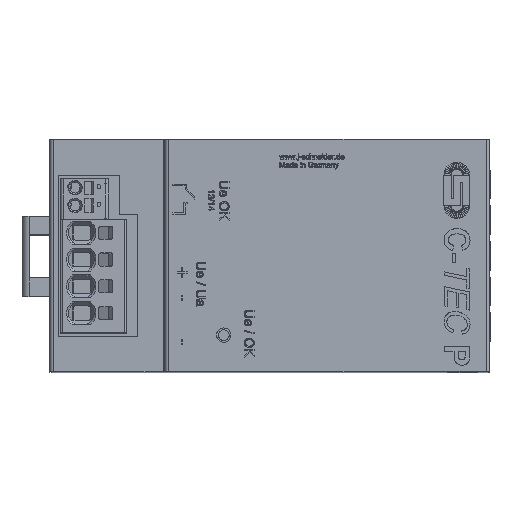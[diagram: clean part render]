
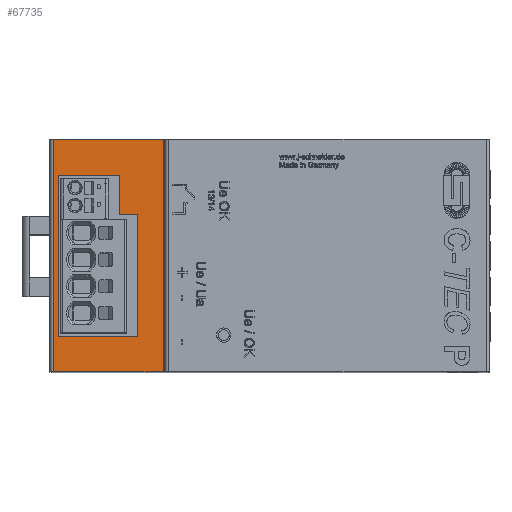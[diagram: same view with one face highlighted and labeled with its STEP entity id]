
A CAD part, top view. The second image highlights one B-rep face of the part: STEP entity #67735.
In plain terms, the highlighted planar face has unit normal (0, 0, 1).
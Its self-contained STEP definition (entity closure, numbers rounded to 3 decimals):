
#5133=FACE_BOUND('',#13868,.T.);
#6817=PLANE('',#72279);
#9805=FACE_OUTER_BOUND('',#13867,.T.);
#13867=EDGE_LOOP('',(#57440,#57441,#57442,#57443));
#13868=EDGE_LOOP('',(#57444,#57445,#57446,#57447,#57448,#57449));
#19865=LINE('',#105393,#26908);
#19869=LINE('',#105401,#26912);
#19872=LINE('',#105407,#26915);
#19875=LINE('',#105413,#26918);
#19878=LINE('',#105419,#26921);
#19881=LINE('',#105424,#26924);
#19942=LINE('',#105608,#26985);
#19946=LINE('',#105623,#26989);
#19950=LINE('',#105633,#26993);
#19956=LINE('',#105648,#26999);
#26908=VECTOR('',#83986,5.216);
#26912=VECTOR('',#83992,34.);
#26915=VECTOR('',#83997,22.3);
#26918=VECTOR('',#84002,45.);
#26921=VECTOR('',#84007,11.);
#26924=VECTOR('',#84012,17.084);
#26985=VECTOR('',#84221,65.);
#26989=VECTOR('',#84239,65.);
#26993=VECTOR('',#84249,30.7);
#26999=VECTOR('',#84267,30.7);
#34248=VERTEX_POINT('',#105391);
#34249=VERTEX_POINT('',#105392);
#34252=VERTEX_POINT('',#105400);
#34254=VERTEX_POINT('',#105406);
#34256=VERTEX_POINT('',#105412);
#34258=VERTEX_POINT('',#105418);
#34307=VERTEX_POINT('',#105605);
#34308=VERTEX_POINT('',#105607);
#34311=VERTEX_POINT('',#105621);
#34312=VERTEX_POINT('',#105622);
#42277=EDGE_CURVE('',#34248,#34249,#19865,.T.);
#42281=EDGE_CURVE('',#34249,#34252,#19869,.T.);
#42284=EDGE_CURVE('',#34252,#34254,#19872,.T.);
#42287=EDGE_CURVE('',#34254,#34256,#19875,.T.);
#42290=EDGE_CURVE('',#34258,#34248,#19878,.T.);
#42293=EDGE_CURVE('',#34256,#34258,#19881,.T.);
#42383=EDGE_CURVE('',#34307,#34308,#19942,.T.);
#42390=EDGE_CURVE('',#34311,#34312,#19946,.T.);
#42396=EDGE_CURVE('',#34308,#34312,#19950,.T.);
#42404=EDGE_CURVE('',#34311,#34307,#19956,.T.);
#57440=ORIENTED_EDGE('',*,*,#42390,.T.);
#57441=ORIENTED_EDGE('',*,*,#42396,.F.);
#57442=ORIENTED_EDGE('',*,*,#42383,.F.);
#57443=ORIENTED_EDGE('',*,*,#42404,.F.);
#57444=ORIENTED_EDGE('',*,*,#42287,.T.);
#57445=ORIENTED_EDGE('',*,*,#42293,.T.);
#57446=ORIENTED_EDGE('',*,*,#42290,.T.);
#57447=ORIENTED_EDGE('',*,*,#42277,.T.);
#57448=ORIENTED_EDGE('',*,*,#42281,.T.);
#57449=ORIENTED_EDGE('',*,*,#42284,.T.);
#67735=ADVANCED_FACE('',(#9805,#5133),#6817,.T.);
#72279=AXIS2_PLACEMENT_3D('',#105649,#84268,#84269);
#83986=DIRECTION('',(1.,0.,0.));
#83992=DIRECTION('',(0.,-1.,0.));
#83997=DIRECTION('',(-1.,0.,0.));
#84002=DIRECTION('',(0.,1.,0.));
#84007=DIRECTION('',(0.,-1.,0.));
#84012=DIRECTION('',(1.,0.,0.));
#84221=DIRECTION('',(0.,1.,0.));
#84239=DIRECTION('',(0.,1.,0.));
#84249=DIRECTION('',(1.,0.,0.));
#84267=DIRECTION('',(-1.,0.,0.));
#84268=DIRECTION('center_axis',(0.,0.,
1.));
#84269=DIRECTION('ref_axis',(-1.,0.,0.));
#105391=CARTESIAN_POINT('',(-42.165,11.5,116.6));
#105392=CARTESIAN_POINT('',(-36.949,11.5,116.6));
#105393=CARTESIAN_POINT('',(-40.817,11.5,116.6));
#105400=CARTESIAN_POINT('',(-36.949,-22.5,116.6));
#105401=CARTESIAN_POINT('',(-36.949,-11.25,116.6));
#105406=CARTESIAN_POINT('',(-59.249,-22.5,116.6));
#105407=CARTESIAN_POINT('',(-51.217,-22.5,116.6));
#105412=CARTESIAN_POINT('',(-59.249,22.5,116.6));
#105413=CARTESIAN_POINT('',(-59.249,11.25,116.6));
#105418=CARTESIAN_POINT('',(-42.165,22.5,116.6));
#105419=CARTESIAN_POINT('',(-42.165,5.75,116.6));
#105424=CARTESIAN_POINT('',(-43.425,22.5,116.6));
#105605=CARTESIAN_POINT('',(-60.6,-32.5,116.6));
#105607=CARTESIAN_POINT('',(-60.6,32.5,116.6));
#105608=CARTESIAN_POINT('',(-60.6,-32.5,116.6));
#105621=CARTESIAN_POINT('',(-29.9,-32.5,116.6));
#105622=CARTESIAN_POINT('',(-29.9,32.5,116.6));
#105623=CARTESIAN_POINT('',(-29.9,0.,116.6));
#105633=CARTESIAN_POINT('',(-27.638,32.5,116.6));
#105648=CARTESIAN_POINT('',(-29.9,-32.5,116.6));
#105649=CARTESIAN_POINT('Origin',(-44.685,0.,
116.6));
